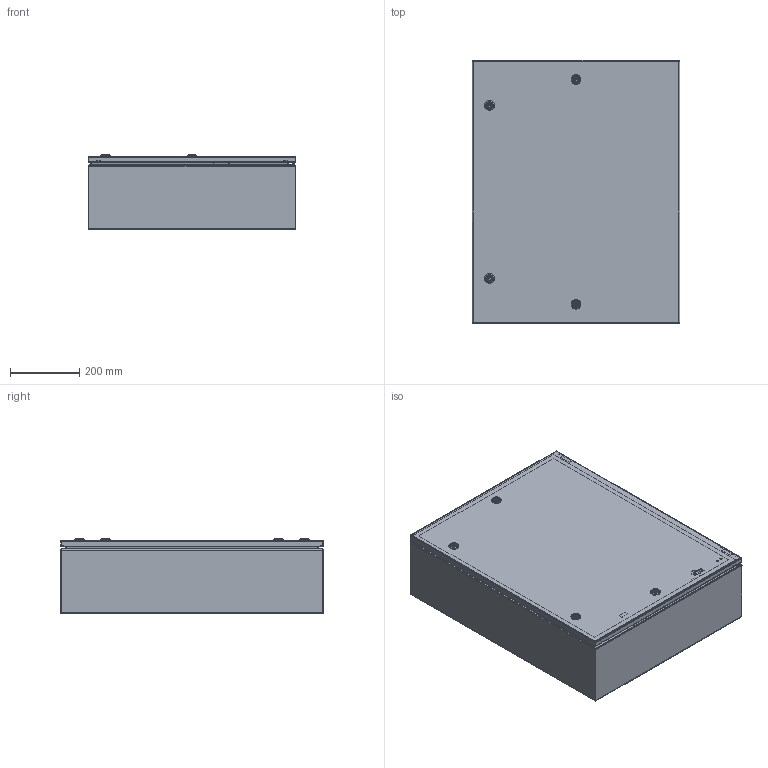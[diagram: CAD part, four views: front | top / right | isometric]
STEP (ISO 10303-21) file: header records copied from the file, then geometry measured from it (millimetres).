
FILE_DESCRIPTION (( 'STEP AP214' ), '1' );
FILE_NAME ('37026821.STEP', '2013-12-19T13:42:05', ( '' ), ( '' ), 'SwSTEP 2.0', 'SolidWorks 2013', '' );
FILE_SCHEMA (( 'AUTOMOTIVE_DESIGN' ));
Length unit declared in the file: millimetre
Products named in the file (36): 42068; 93171; 42067; 56068; 42083; 42067_Betaetigung; 42106; 42067_O-Ring; 42099; 42067_Federsch; 56035; 42090; 42199_Deckeleingespannt; 82204; 42200; 42066; 93506; 42066_Mutter; 98086; 42066_Geh; 93378; 93379; 42201; 82410_37016821; 92081; 42082; 42045; 42045_Stift_umgedreht; 37026821; 42045_Oberteil; 42045_Stift; 42045_Unterteil; 83160; 56167; 82156
Assembly tree (53 placements, depth 5):
  37026821
    56035
      42082
      82410_37016821
      93379
      56167  x4
        42066
          42066_Geh
          42066_Mutter
        82204
        42090
        42067
          42067_Federsch
          42067_O-Ring
          42067_Betaetigung
          42067
        42068
      42045_Stift_umgedreht
        42045_Unterteil
        42045_Stift
        42045_Oberteil
      42045
        42045_Unterteil
        42045_Stift
        42045_Oberteil
      92081
      42201
      93378  x2
      98086  x2
      93506  x2
      42200
      42199_Deckeleingespannt
    56068
      42099
      42106
      42083
      93379
    93171  x4
    82156  x4
    83160  x2
    92081
Bounding box: 600.1 x 760 x 215.2 mm (x, y, z)
Volume: 2781779.1 mm3; surface area: 3463097.4 mm2
Topology: 70 solids, 70 shells, 2191 faces, 5394 edges, 3352 vertices
Faces by surface type: plane 917, cylinder 852, torus 158, cone 120, bspline 88, sphere 56
Entity records: 31937 total; most frequent: CARTESIAN_POINT 7576, DIRECTION 4827, ORIENTED_EDGE 4626, EDGE_CURVE 2313, AXIS2_PLACEMENT_3D 1770, VERTEX_POINT 1447, VECTOR 1287, LINE 1287
